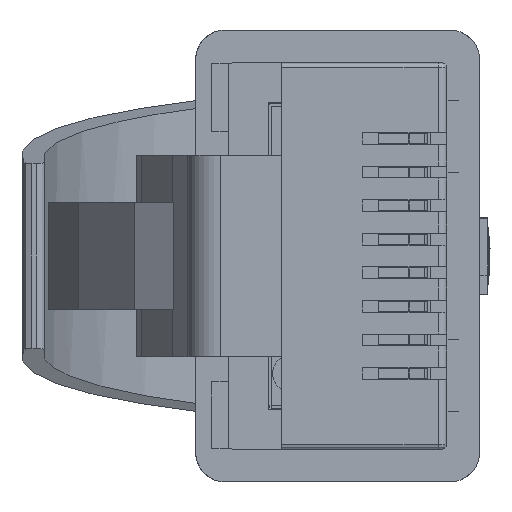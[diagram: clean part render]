
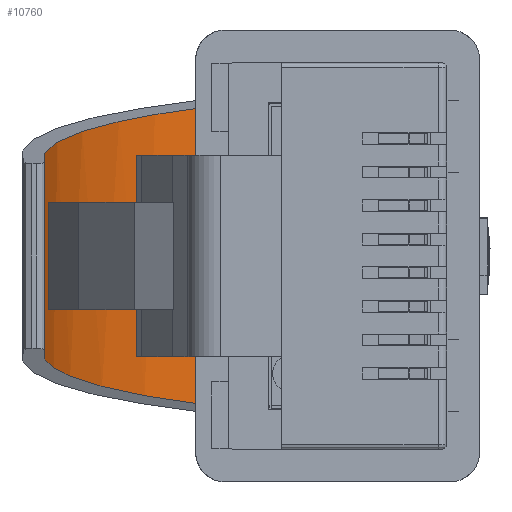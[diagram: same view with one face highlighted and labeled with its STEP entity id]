
A CAD part, left-side view. The second image highlights one B-rep face of the part: STEP entity #10760.
In plain terms, the highlighted cylindrical face has radius 12.7 mm (diameter 25.4 mm), a partial arc.
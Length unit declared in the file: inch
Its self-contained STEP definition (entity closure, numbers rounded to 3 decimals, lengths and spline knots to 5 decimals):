
#45 = DIRECTION ( 'NONE',  ( 0., 0., 1. ) ) ;
#1831 = ORIENTED_EDGE ( 'NONE', *, *, #22177, .F. ) ;
#2207 = CARTESIAN_POINT ( 'NONE',  ( -0.12265, 0.34896, 0.39906 ) ) ;
#2868 = CARTESIAN_POINT ( 'NONE',  ( -0.14362, 0.3363, 0.26482 ) ) ;
#2940 = CARTESIAN_POINT ( 'NONE',  ( -0.12265, 0.34896, 0.39906 ) ) ;
#4413 = FACE_OUTER_BOUND ( 'NONE', #21497, .T. ) ;
#4515 = CARTESIAN_POINT ( 'NONE',  ( -0.17563, 0.169, 0.06 ) ) ;
#4559 =( BOUNDED_CURVE ( )  B_SPLINE_CURVE ( 3, ( #10817, #10742, #16371, #18194 ),
 .UNSPECIFIED., .F., .F. ) 
 B_SPLINE_CURVE_WITH_KNOTS ( ( 4, 4 ),
 ( 1.66477, 2.45271 ),
 .UNSPECIFIED. ) 
 CURVE ( )  GEOMETRIC_REPRESENTATION_ITEM ( )  RATIONAL_B_SPLINE_CURVE ( ( 1., 0.949, 0.949, 1. ) ) 
 REPRESENTATION_ITEM ( '' )  );
#4694 = DIRECTION ( 'NONE',  ( -1., 0., 0. ) ) ;
#4932 = CARTESIAN_POINT ( 'NONE',  ( 0.17562, 0.169, 0.06 ) ) ;
#8627 =( BOUNDED_CURVE ( )  B_SPLINE_CURVE ( 3, ( #19200, #19432, #2868, #2940 ),
 .UNSPECIFIED., .F., .F. ) 
 B_SPLINE_CURVE_WITH_KNOTS ( ( 4, 4 ),
 ( 0.68888, 1.47683 ),
 .UNSPECIFIED. ) 
 CURVE ( )  GEOMETRIC_REPRESENTATION_ITEM ( )  RATIONAL_B_SPLINE_CURVE ( ( 1., 0.949, 0.949, 1. ) ) 
 REPRESENTATION_ITEM ( '' )  );
#10742 = CARTESIAN_POINT ( 'NONE',  ( 0.14362, 0.3363, 0.26482 ) ) ;
#10760 = ADVANCED_FACE ( 'NONE', ( #4413 ), #20255, .F. ) ;
#10817 = CARTESIAN_POINT ( 'NONE',  ( 0.12265, 0.34896, 0.39906 ) ) ;
#13068 = ORIENTED_EDGE ( 'NONE', *, *, #14832, .T. ) ;
#13081 = VERTEX_POINT ( 'NONE', #4932 ) ;
#14005 = VERTEX_POINT ( 'NONE', #2207 ) ;
#14573 = CARTESIAN_POINT ( 'NONE',  ( 0.12265, 0.34896, 0.39906 ) ) ;
#14832 = EDGE_CURVE ( 'NONE', #19478, #14005, #16420, .T. ) ;
#15894 = DIRECTION ( 'NONE',  ( -1., 0., 0. ) ) ;
#16371 = CARTESIAN_POINT ( 'NONE',  ( 0.16223, 0.27309, 0.14571 ) ) ;
#16384 = VECTOR ( 'NONE', #15894, 39.37008 ) ;
#16420 = LINE ( 'NONE', #22738, #20956 ) ;
#16966 = LINE ( 'NONE', #19684, #16384 ) ;
#17545 = EDGE_CURVE ( 'NONE', #23509, #14005, #8627, .T. ) ;
#18194 = CARTESIAN_POINT ( 'NONE',  ( 0.17562, 0.169, 0.06 ) ) ;
#19200 = CARTESIAN_POINT ( 'NONE',  ( -0.17563, 0.169, 0.06 ) ) ;
#19432 = CARTESIAN_POINT ( 'NONE',  ( -0.16223, 0.27309, 0.14571 ) ) ;
#19478 = VERTEX_POINT ( 'NONE', #14573 ) ;
#19684 = CARTESIAN_POINT ( 'NONE',  ( 0.185, 0.169, 0.06 ) ) ;
#20255 = CYLINDRICAL_SURFACE ( 'NONE', #22592, 0.5 ) ;
#20256 = DIRECTION ( 'NONE',  ( -1., 0., 0. ) ) ;
#20956 = VECTOR ( 'NONE', #4694, 39.37008 ) ;
#21497 = EDGE_LOOP ( 'NONE', ( #23299, #22311, #1831, #13068 ) ) ;
#21750 = CARTESIAN_POINT ( 'NONE',  ( 0.185, -0.14884, 0.44598 ) ) ;
#22177 = EDGE_CURVE ( 'NONE', #19478, #13081, #4559, .T. ) ;
#22311 = ORIENTED_EDGE ( 'NONE', *, *, #22521, .F. ) ;
#22521 = EDGE_CURVE ( 'NONE', #13081, #23509, #16966, .T. ) ;
#22592 = AXIS2_PLACEMENT_3D ( 'NONE', #21750, #20256, #45 ) ;
#22738 = CARTESIAN_POINT ( 'NONE',  ( 0.185, 0.34896, 0.39906 ) ) ;
#23299 = ORIENTED_EDGE ( 'NONE', *, *, #17545, .F. ) ;
#23509 = VERTEX_POINT ( 'NONE', #4515 ) ;
